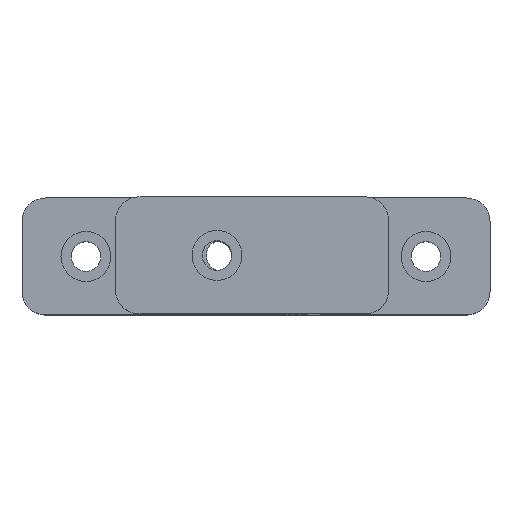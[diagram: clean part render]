
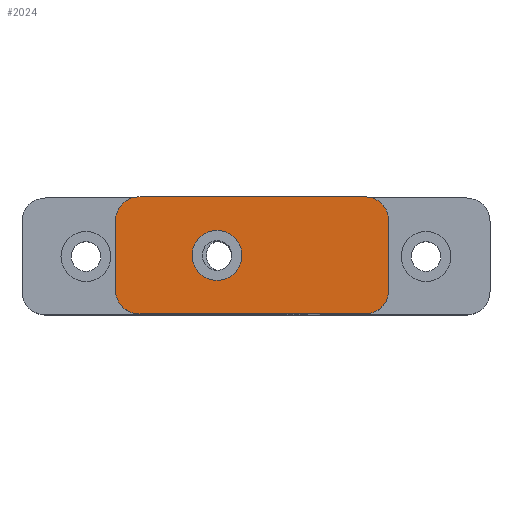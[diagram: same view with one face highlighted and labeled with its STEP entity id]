
A CAD part, top view. The second image highlights one B-rep face of the part: STEP entity #2024.
In plain terms, the highlighted planar face has unit normal (0, 0, 1).
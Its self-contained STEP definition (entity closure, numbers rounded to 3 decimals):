
#116=FACE_BOUND('',#452,.T.);
#146=CIRCLE('',#2165,3.2);
#164=CIRCLE('',#2192,3.);
#165=CIRCLE('',#2195,3.);
#166=CIRCLE('',#2197,3.);
#167=CIRCLE('',#2200,3.);
#317=FACE_OUTER_BOUND('',#451,.T.);
#451=EDGE_LOOP('',(#1483,#1484,#1485,#1486,#1487,#1488,#1489,#1490));
#452=EDGE_LOOP('',(#1491));
#611=LINE('',#3348,#757);
#616=LINE('',#3362,#762);
#619=LINE('',#3369,#765);
#620=LINE('',#3370,#766);
#757=VECTOR('',#2577,10.);
#762=VECTOR('',#2592,10.);
#765=VECTOR('',#2601,10.);
#766=VECTOR('',#2602,10.);
#890=VERTEX_POINT('',#3272);
#917=VERTEX_POINT('',#3341);
#918=VERTEX_POINT('',#3343);
#919=VERTEX_POINT('',#3347);
#920=VERTEX_POINT('',#3351);
#921=VERTEX_POINT('',#3355);
#922=VERTEX_POINT('',#3357);
#923=VERTEX_POINT('',#3361);
#924=VERTEX_POINT('',#3365);
#1086=EDGE_CURVE('',#890,#890,#146,.T.);
#1120=EDGE_CURVE('',#918,#917,#164,.T.);
#1122=EDGE_CURVE('',#919,#918,#611,.T.);
#1124=EDGE_CURVE('',#920,#919,#165,.T.);
#1127=EDGE_CURVE('',#922,#921,#166,.T.);
#1129=EDGE_CURVE('',#923,#922,#616,.T.);
#1131=EDGE_CURVE('',#924,#923,#167,.T.);
#1133=EDGE_CURVE('',#921,#920,#619,.T.);
#1134=EDGE_CURVE('',#917,#924,#620,.T.);
#1483=ORIENTED_EDGE('',*,*,#1131,.T.);
#1484=ORIENTED_EDGE('',*,*,#1129,.T.);
#1485=ORIENTED_EDGE('',*,*,#1127,.T.);
#1486=ORIENTED_EDGE('',*,*,#1133,.T.);
#1487=ORIENTED_EDGE('',*,*,#1124,.T.);
#1488=ORIENTED_EDGE('',*,*,#1122,.T.);
#1489=ORIENTED_EDGE('',*,*,#1120,.T.);
#1490=ORIENTED_EDGE('',*,*,#1134,.T.);
#1491=ORIENTED_EDGE('',*,*,#1086,.T.);
#1973=PLANE('',#2201);
#2024=ADVANCED_FACE('',(#317,#116),#1973,.T.);
#2165=AXIS2_PLACEMENT_3D('',#3273,#2502,#2503);
#2192=AXIS2_PLACEMENT_3D('',#3344,#2572,#2573);
#2195=AXIS2_PLACEMENT_3D('',#3352,#2581,#2582);
#2197=AXIS2_PLACEMENT_3D('',#3358,#2587,#2588);
#2200=AXIS2_PLACEMENT_3D('',#3366,#2596,#2597);
#2201=AXIS2_PLACEMENT_3D('',#3368,#2599,#2600);
#2502=DIRECTION('center_axis',(0.,0.,-1.));
#2503=DIRECTION('ref_axis',(-1.,0.,0.));
#2572=DIRECTION('center_axis',(0.,0.,1.));
#2573=DIRECTION('ref_axis',(-1.,0.,0.));
#2577=DIRECTION('',(0.,-1.,0.));
#2581=DIRECTION('center_axis',(0.,0.,1.));
#2582=DIRECTION('ref_axis',(0.,1.,0.));
#2587=DIRECTION('center_axis',(0.,0.,1.));
#2588=DIRECTION('ref_axis',(1.,0.,0.));
#2592=DIRECTION('',(0.,1.,0.));
#2596=DIRECTION('center_axis',(0.,0.,1.));
#2597=DIRECTION('ref_axis',(0.,-1.,0.));
#2599=DIRECTION('center_axis',(0.,0.,1.));
#2600=DIRECTION('ref_axis',(-1.,0.,0.));
#2601=DIRECTION('',(-1.,0.,0.));
#2602=DIRECTION('',(1.,0.,0.));
#3272=CARTESIAN_POINT('',(28.2,7.5,90.));
#3273=CARTESIAN_POINT('Origin',(25.,7.5,90.));
#3341=CARTESIAN_POINT('',(15.,0.,90.));
#3343=CARTESIAN_POINT('',(12.,3.,90.));
#3344=CARTESIAN_POINT('Origin',(15.,3.,90.));
#3347=CARTESIAN_POINT('',(12.,12.,90.));
#3348=CARTESIAN_POINT('',(12.,12.,90.));
#3351=CARTESIAN_POINT('',(15.,15.,90.));
#3352=CARTESIAN_POINT('Origin',(15.,12.,90.));
#3355=CARTESIAN_POINT('',(44.,15.,90.));
#3357=CARTESIAN_POINT('',(47.,12.,90.));
#3358=CARTESIAN_POINT('Origin',(44.,12.,90.));
#3361=CARTESIAN_POINT('',(47.,3.,90.));
#3362=CARTESIAN_POINT('',(47.,3.,90.));
#3365=CARTESIAN_POINT('',(44.,0.,90.));
#3366=CARTESIAN_POINT('Origin',(44.,3.,90.));
#3368=CARTESIAN_POINT('Origin',(29.5,7.5,90.));
#3369=CARTESIAN_POINT('',(44.,15.,90.));
#3370=CARTESIAN_POINT('',(15.,0.,90.));
